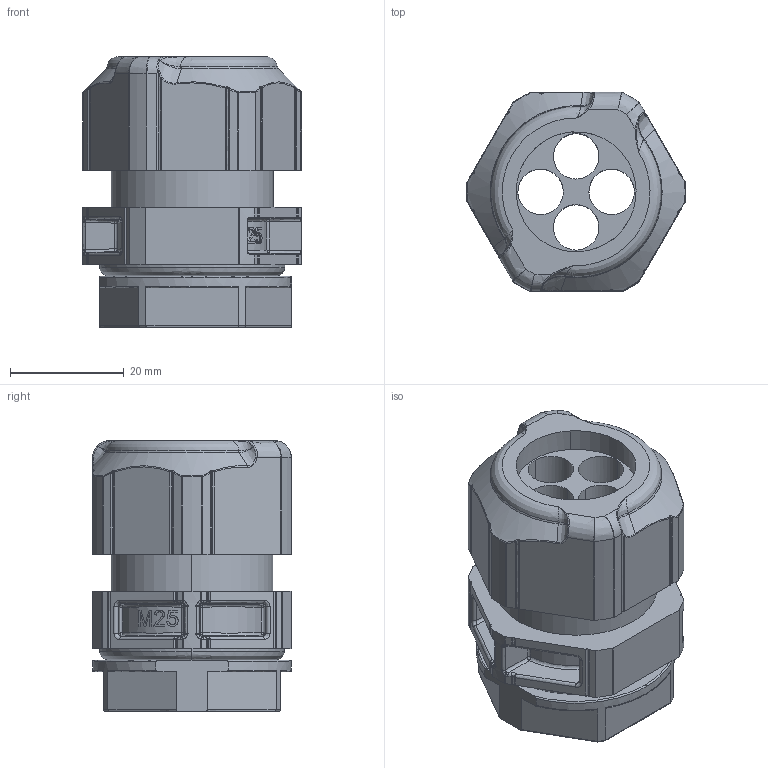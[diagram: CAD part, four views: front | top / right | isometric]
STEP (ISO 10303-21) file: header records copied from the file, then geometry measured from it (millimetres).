
FILE_DESCRIPTION(/* description */ (''),/* implementation_level */ '2;1');
FILE_NAME(/* name */ '2024931',/* time_stamp */ '2015-05-19T10:32:53+02:00',/* author */ (''),/* organization */ (''),/* preprocessor_version */ 'ST-DEVELOPER v15',/* originating_system */ '',/* authorisation */ '');
FILE_SCHEMA (('CONFIG_CONTROL_DESIGN'));
Length unit declared in the file: millimetre
Products named in the file (2): Document; Block 01
Assembly tree (1 placements, depth 2):
  Document
    Block 01
Bounding box: 38.55 x 35 x 47.64 mm (x, y, z)
Volume: 12055.9 mm3; surface area: 22183 mm2
Topology: 3 solids, 13 shells, 695 faces, 1990 edges, 1172 vertices
Faces by surface type: bspline 549, plane 146
Entity records: 37683 total; most frequent: CARTESIAN_POINT 26920, ORIENTED_EDGE 3619, EDGE_CURVE 1892, B_SPLINE_CURVE_WITH_KNOTS 1210, VERTEX_POINT 1162, EDGE_LOOP 716, ADVANCED_FACE 688, FACE_OUTER_BOUND 688
